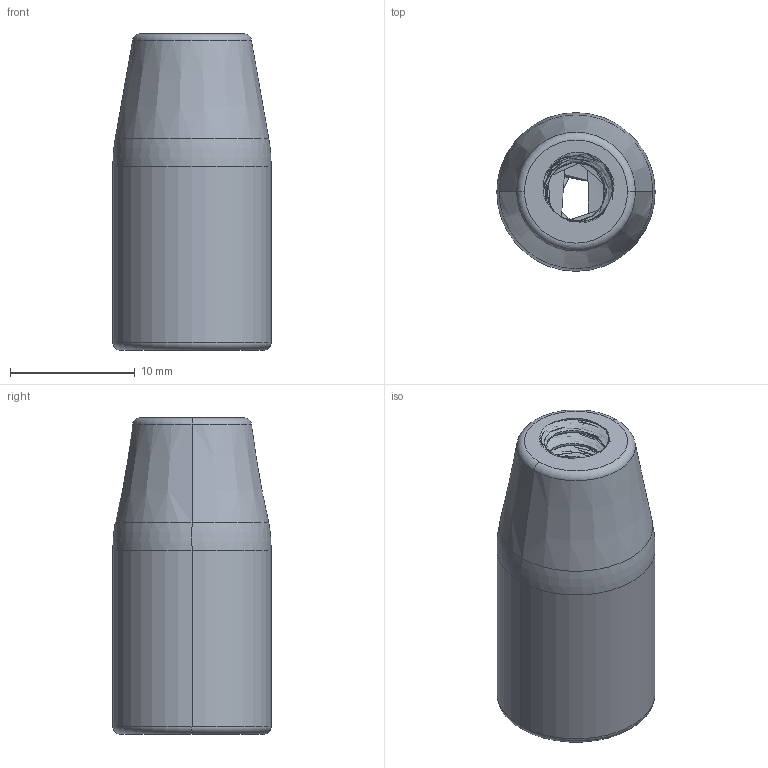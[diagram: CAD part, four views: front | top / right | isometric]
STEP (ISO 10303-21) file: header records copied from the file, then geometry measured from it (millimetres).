
FILE_DESCRIPTION (( 'STEP AP203' ), '1' );
FILE_NAME ('am-1627 14-20 ID 500 OD 1000 Long Tappered Standoff.STEP', '2022-02-17T16:43:10', ( '' ), ( '' ), 'SwSTEP 2.0', 'SolidWorks 2021', '' );
FILE_SCHEMA (( 'CONFIG_CONTROL_DESIGN' ));
Length unit declared in the file: inch
Products named in the file (1): am-1627 14-20 ID 500 OD 1000 Long Tappered Standoff
Bounding box: 12.7 x 12.7 x 25.4 mm (x, y, z)
Volume: 2298.4 mm3; surface area: 1856.4 mm2
Topology: 1 solids, 1 shells, 59 faces, 161 edges, 104 vertices
Faces by surface type: cylinder 43, torus 6, cone 5, bspline 3, plane 2
Entity records: 5049 total; most frequent: CARTESIAN_POINT 3733, ORIENTED_EDGE 322, DIRECTION 205, EDGE_CURVE 161, VERTEX_POINT 104, AXIS2_PLACEMENT_3D 79, EDGE_LOOP 61, FACE_OUTER_BOUND 59
